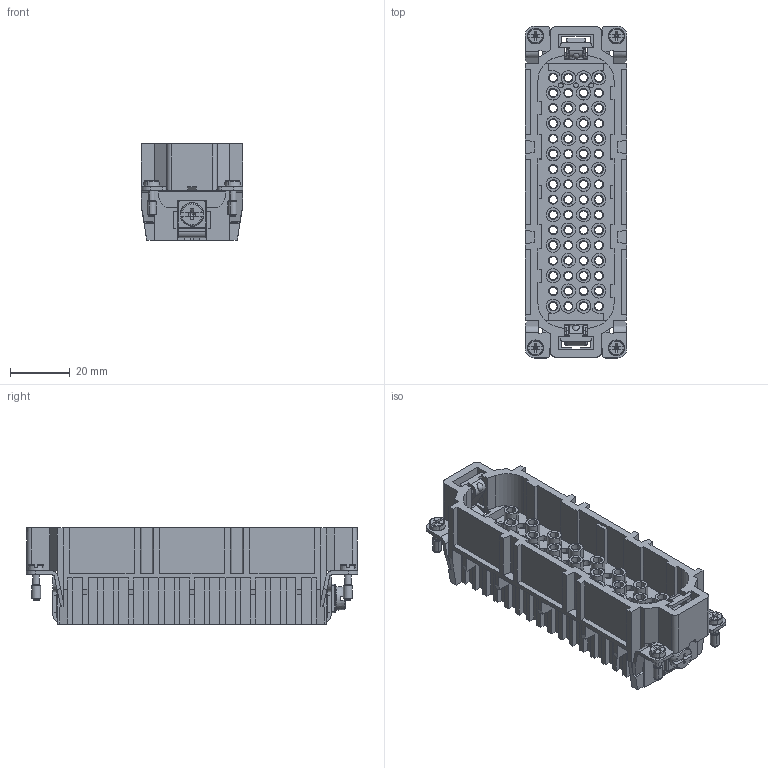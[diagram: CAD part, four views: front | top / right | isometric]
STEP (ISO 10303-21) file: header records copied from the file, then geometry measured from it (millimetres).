
FILE_DESCRIPTION(('CATIA V5 STEP','CAx-IF Rec.Pracs.--- Model Styling and Organization---1.2---2011-12-15'),'2;1');
FILE_NAME ('13455446_2', '2018-08-20T09:04:50+00:00', ('none'), ('Weidmueller'), 'CATIA Version 5-6 Release 2014 SP4 HF52', 'CATIA V5 STEP AP214', 'none');
FILE_SCHEMA(('AUTOMOTIVE_DESIGN { 1 0 10303 214 1 1 1 1 }'));
Products named in the file (1): 1601720000
Bounding box: 33.9 x 110.7 x 32.1 mm (x, y, z)
Volume: 38945.6 mm3; surface area: 41759.2 mm2
Topology: 1 solids, 1 shells, 2542 faces, 6804 edges, 4165 vertices
Faces by surface type: plane 966, cone 822, cylinder 676, torus 56, bspline 16, sphere 6
Entity records: 73906 total; most frequent: CARTESIAN_POINT 16443, ORIENTED_EDGE 13564, DIRECTION 8979, EDGE_CURVE 6782, VERTEX_POINT 4161, VECTOR 3871, LINE 3871, AXIS2_PLACEMENT_3D 3656
